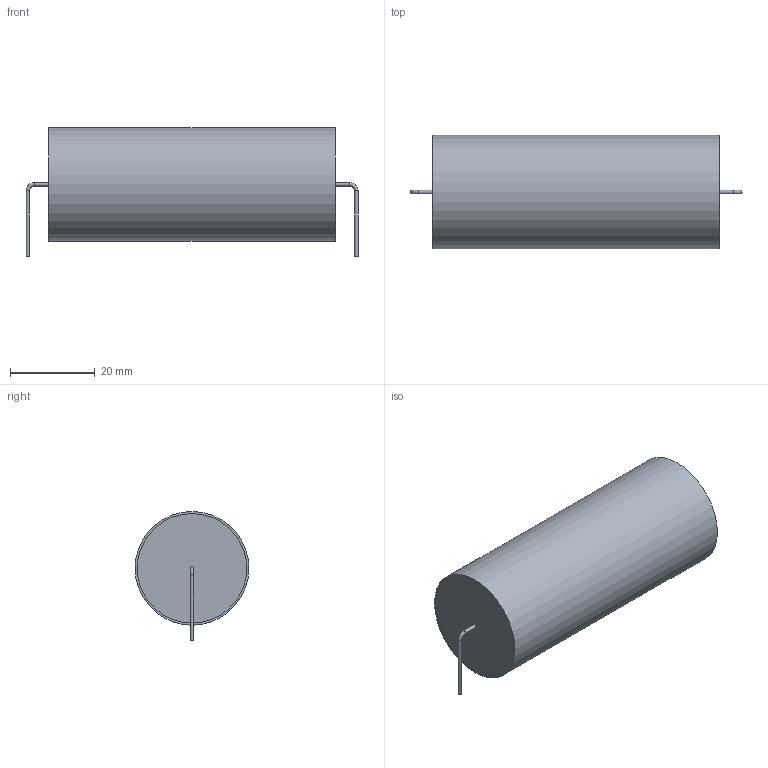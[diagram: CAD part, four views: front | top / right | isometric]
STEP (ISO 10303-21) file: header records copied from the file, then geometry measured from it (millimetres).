
FILE_DESCRIPTION(/* description */ (''),/* implementation_level */ '2;1');
FILE_NAME(/* name */ 'CAPAD7770-6770X2690.stp',/* time_stamp */ '2015-03-17T10:21:34+01:00',/* author */ ('admchouv'),/* organization */ (''),/* preprocessor_version */ 'ST-DEVELOPER v15.5',/* originating_system */ 'AutoCAD Mechanical',/* authorisation */ '');
FILE_SCHEMA (('AUTOMOTIVE_DESIGN { 1 0 10303 214 3 1 1 }'));
Length unit declared in the file: millimetre
Products named in the file (1): Product
Bounding box: 78.51 x 26.9 x 30.5 mm (x, y, z)
Volume: 38497.5 mm3; surface area: 17986 mm2
Topology: 4 solids, 4 shells, 17 faces, 23 edges, 14 vertices
Faces by surface type: plane 8, cylinder 7, torus 2
Full cylindrical faces by diameter (mm): 0.81 x4, 25.9 x2, 26.9 x1
Entity records: 361 total; most frequent: DIRECTION 64, CARTESIAN_POINT 46, AXIS2_PLACEMENT_3D 32, EDGE_LOOP 28, ORIENTED_EDGE 28, FACE_OUTER_BOUND 17, ADVANCED_FACE 17, CIRCLE 14
